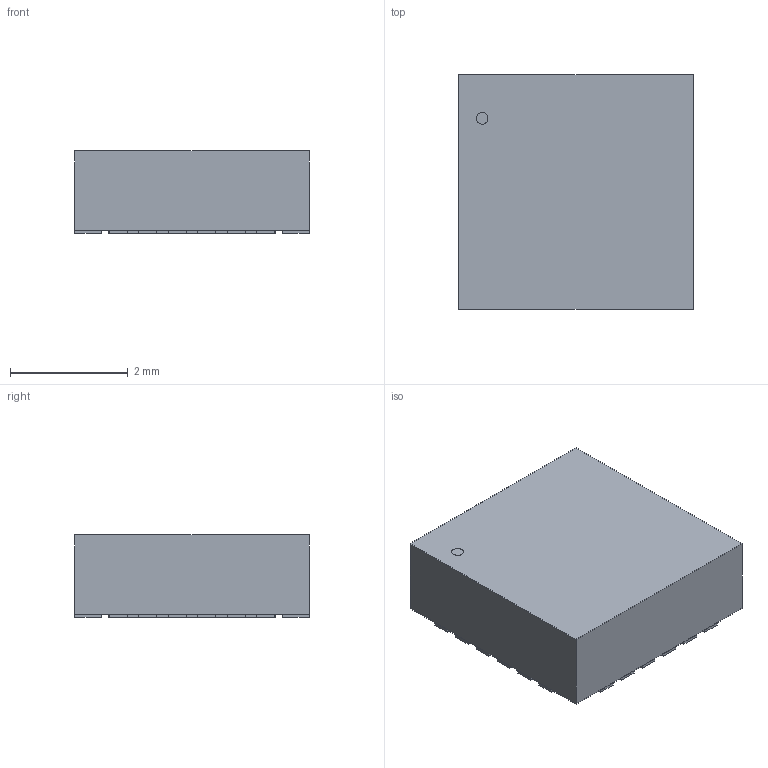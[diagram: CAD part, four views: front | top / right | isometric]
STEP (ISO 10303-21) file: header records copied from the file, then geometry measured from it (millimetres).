
FILE_DESCRIPTION (( 'STEP AP214' ), '1' );
FILE_NAME ('AP33771DKZ-13.STEP', '2023-12-05T10:19:23', ( 'USER' ), ( '' ), 'SwSTEP 2.0', 'SolidWorks 2016', '' );
FILE_SCHEMA (( 'AUTOMOTIVE_DESIGN' ));
Length unit declared in the file: millimetre
Products named in the file (1): AP33771DKZ-13
Bounding box: 3.99 x 3.99 x 1.4 mm (x, y, z)
Volume: 22 mm3; surface area: 78.6 mm2
Topology: 27 solids, 27 shells, 160 faces, 318 edges, 212 vertices
Faces by surface type: plane 158, cylinder 2
Entity records: 4314 total; most frequent: CARTESIAN_POINT 691, DIRECTION 644, ORIENTED_EDGE 636, EDGE_CURVE 318, VECTOR 314, LINE 314, VERTEX_POINT 212, AXIS2_PLACEMENT_3D 165
